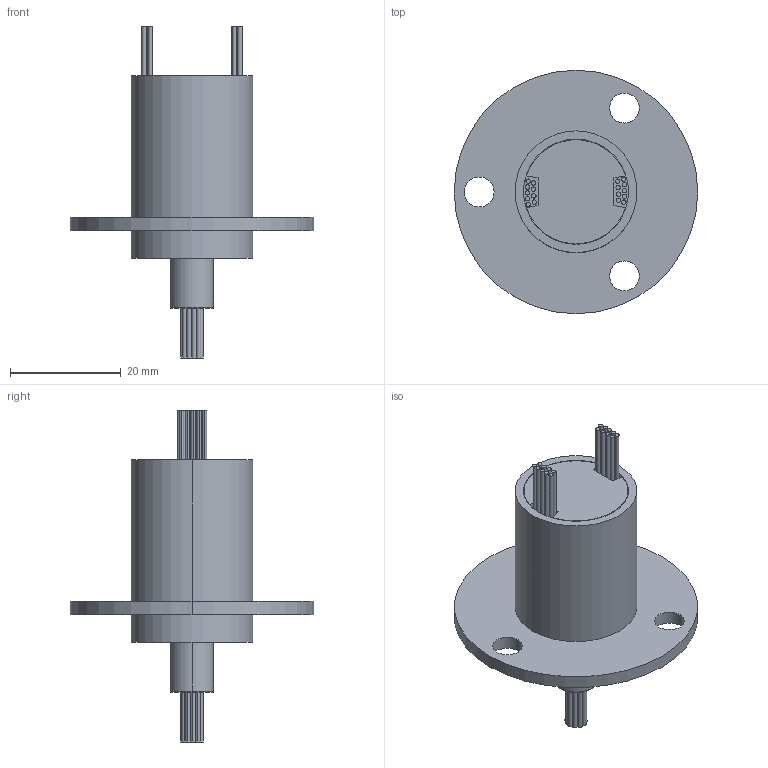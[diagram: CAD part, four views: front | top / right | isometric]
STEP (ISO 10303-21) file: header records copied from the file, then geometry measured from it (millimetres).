
FILE_DESCRIPTION(/* description */ (''),/* implementation_level */ '2;1');
FILE_NAME(/* name */ '',/* time_stamp */ '2020-07-09T15:34:17+08:00',/* author */ (''),/* organization */ (''),/* preprocessor_version */ 'ST-DEVELOPER v15',/* originating_system */ 'SIEMENS PLM Software NX 8.5',/* authorisation */ '');
FILE_SCHEMA (('AUTOMOTIVE_DESIGN { 1 0 10303 214 3 1 1 1 }'));
Length unit declared in the file: millimetre
Products named in the file (1): MC330-FL01_step
Bounding box: 44 x 44 x 60 mm (x, y, z)
Volume: 15516.2 mm3; surface area: 6950 mm2
Topology: 1 solids, 1 shells, 151 faces, 312 edges, 207 vertices
Faces by surface type: cylinder 95, plane 52, torus 4
Full cylindrical faces by diameter (mm): 22 x1
Entity records: 4122 total; most frequent: DIRECTION 812, CARTESIAN_POINT 668, ORIENTED_EDGE 620, AXIS2_PLACEMENT_3D 350, EDGE_CURVE 310, VERTEX_POINT 206, EDGE_LOOP 202, CIRCLE 198
